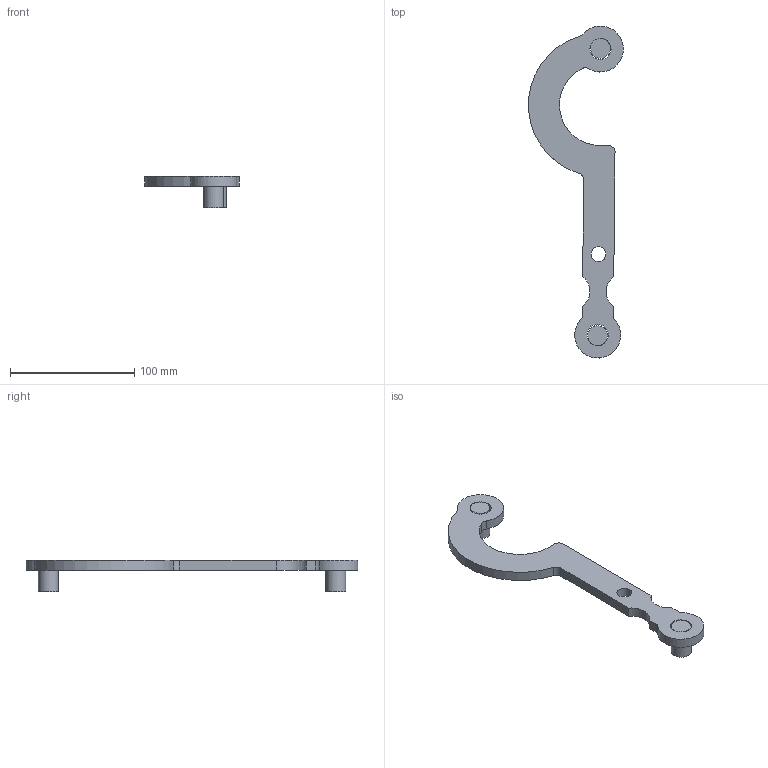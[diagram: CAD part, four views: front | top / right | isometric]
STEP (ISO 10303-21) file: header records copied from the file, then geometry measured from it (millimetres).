
FILE_DESCRIPTION(/* description */ ('STEP AP242','CAx-IF Rec.Pracs.---Representation and Presentation of Product Manufacturing Information (PMI)---4.0---2014-10-13','CAx-IF Rec.Pracs.---3D Tessellated Geometry---0.4---2014-09-14','2;1','CAx-IF Rec.Pracs.---User Defined Attributes---1.5---2016-08-15'),/* implementation_level */ '2;1');
FILE_NAME(/* name */ '691c63bd448a50ef14f64556',/* time_stamp */ '2025-11-18T12:17:02Z',/* author */ (''),/* organization */ (''),/* preprocessor_version */ 'ST-DEVELOPER v20',/* originating_system */ 'ONSHAPE BY PTC INC, 1.206',/* authorisation */ ' ');
FILE_SCHEMA (('AP242_MANAGED_MODEL_BASED_3D_ENGINEERING_MIM_LF { 1 0 10303 442 1 1 4 }'));
Length unit declared in the file: metre
Products named in the file (3): Assembly 1; Part 1; Test specimen
Assembly tree (3 placements, depth 2):
  Assembly 1
    Part 1  x2
    Test specimen
Bounding box: 76.23 x 266.93 x 25 mm (x, y, z)
Volume: 70644.6 mm3; surface area: 25143.9 mm2
Topology: 3 solids, 3 shells, 28 faces, 66 edges, 44 vertices
Faces by surface type: cylinder 17, plane 11
Full cylindrical faces by diameter (mm): 12 x1, 16 x2, 17 x2
Entity records: 837 total; most frequent: DIRECTION 149, CARTESIAN_POINT 130, ORIENTED_EDGE 118, AXIS2_PLACEMENT_3D 61, EDGE_CURVE 59, VERTEX_POINT 42, EDGE_LOOP 35, FACE_BOUND 35
